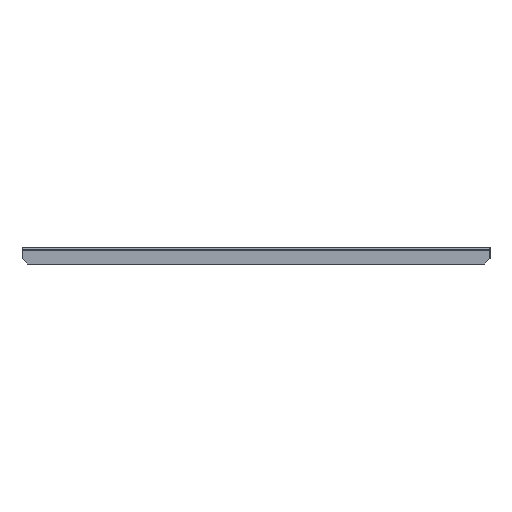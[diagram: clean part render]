
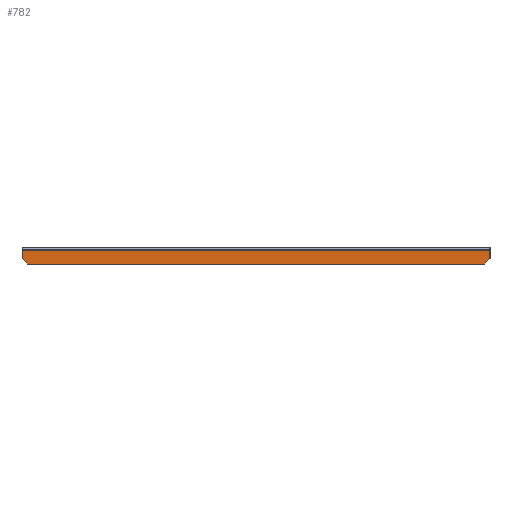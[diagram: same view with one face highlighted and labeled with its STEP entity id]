
A CAD part, left-side view. The second image highlights one B-rep face of the part: STEP entity #782.
In plain terms, the highlighted face is planar.
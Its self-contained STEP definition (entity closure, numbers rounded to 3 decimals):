
#18 = EDGE_CURVE ( 'NONE', #696, #864, #1194, .T. ) ;
#20 = LINE ( 'NONE', #365, #1047 ) ;
#49 = CARTESIAN_POINT ( 'NONE',  ( 13.5, 0., -432. ) ) ;
#58 = LINE ( 'NONE', #318, #780 ) ;
#81 = ORIENTED_EDGE ( 'NONE', *, *, #899, .T. ) ;
#157 = CARTESIAN_POINT ( 'NONE',  ( 13.5, 0., -432. ) ) ;
#197 = CARTESIAN_POINT ( 'NONE',  ( 1., 0., -437. ) ) ;
#242 = FACE_OUTER_BOUND ( 'NONE', #395, .T. ) ;
#245 = CARTESIAN_POINT ( 'NONE',  ( 13.5, 0., -5. ) ) ;
#259 = VECTOR ( 'NONE', #1082, 1000. ) ;
#268 = VERTEX_POINT ( 'NONE', #1203 ) ;
#299 = VERTEX_POINT ( 'NONE', #49 ) ;
#318 = CARTESIAN_POINT ( 'NONE',  ( 0., 0., 0. ) ) ;
#347 = DIRECTION ( 'NONE',  ( 0., 0., 1. ) ) ;
#365 = CARTESIAN_POINT ( 'NONE',  ( 13.5, 0., 0. ) ) ;
#395 = EDGE_LOOP ( 'NONE', ( #490, #1146, #784, #851, #937, #81 ) ) ;
#467 = DIRECTION ( 'NONE',  ( -1., 0., 0. ) ) ;
#479 = VECTOR ( 'NONE', #347, 1000. ) ;
#490 = ORIENTED_EDGE ( 'NONE', *, *, #741, .F. ) ;
#495 = EDGE_CURVE ( 'NONE', #1177, #864, #58, .T. ) ;
#515 = DIRECTION ( 'NONE',  ( 1., 0., 0. ) ) ;
#628 = CARTESIAN_POINT ( 'NONE',  ( 1., 0., 0. ) ) ;
#682 = CARTESIAN_POINT ( 'NONE',  ( 0., 0., 0. ) ) ;
#696 = VERTEX_POINT ( 'NONE', #245 ) ;
#734 = CARTESIAN_POINT ( 'NONE',  ( 8.5, 0., 0. ) ) ;
#741 = EDGE_CURVE ( 'NONE', #696, #299, #20, .T. ) ;
#757 = LINE ( 'NONE', #1069, #479 ) ;
#780 = VECTOR ( 'NONE', #515, 1000. ) ;
#782 = ADVANCED_FACE ( 'NONE', ( #242 ), #1195, .F. ) ;
#784 = ORIENTED_EDGE ( 'NONE', *, *, #495, .F. ) ;
#840 = AXIS2_PLACEMENT_3D ( 'NONE', #682, #994, #467 ) ;
#851 = ORIENTED_EDGE ( 'NONE', *, *, #1264, .F. ) ;
#864 = VERTEX_POINT ( 'NONE', #1099 ) ;
#886 = DIRECTION ( 'NONE',  ( 0.707, 0., 0.707 ) ) ;
#899 = EDGE_CURVE ( 'NONE', #268, #299, #1301, .T. ) ;
#937 = ORIENTED_EDGE ( 'NONE', *, *, #1253, .F. ) ;
#941 = DIRECTION ( 'NONE',  ( -0.707, 0., 0.707 ) ) ;
#973 = CARTESIAN_POINT ( 'NONE',  ( 13.5, 0., -437. ) ) ;
#994 = DIRECTION ( 'NONE',  ( 0., 1., 0. ) ) ;
#1047 = VECTOR ( 'NONE', #1087, 1000. ) ;
#1050 = VERTEX_POINT ( 'NONE', #197 ) ;
#1069 = CARTESIAN_POINT ( 'NONE',  ( 1., 0., 0. ) ) ;
#1082 = DIRECTION ( 'NONE',  ( -1., 0., 0. ) ) ;
#1087 = DIRECTION ( 'NONE',  ( 0., 0., -1. ) ) ;
#1099 = CARTESIAN_POINT ( 'NONE',  ( 8.5, 0., 0. ) ) ;
#1146 = ORIENTED_EDGE ( 'NONE', *, *, #18, .T. ) ;
#1156 = VECTOR ( 'NONE', #886, 1000. ) ;
#1177 = VERTEX_POINT ( 'NONE', #628 ) ;
#1194 = LINE ( 'NONE', #734, #1289 ) ;
#1195 = PLANE ( 'NONE',  #840 ) ;
#1203 = CARTESIAN_POINT ( 'NONE',  ( 8.5, 0., -437. ) ) ;
#1220 = LINE ( 'NONE', #973, #259 ) ;
#1253 = EDGE_CURVE ( 'NONE', #268, #1050, #1220, .T. ) ;
#1264 = EDGE_CURVE ( 'NONE', #1050, #1177, #757, .T. ) ;
#1289 = VECTOR ( 'NONE', #941, 1000. ) ;
#1301 = LINE ( 'NONE', #157, #1156 ) ;
